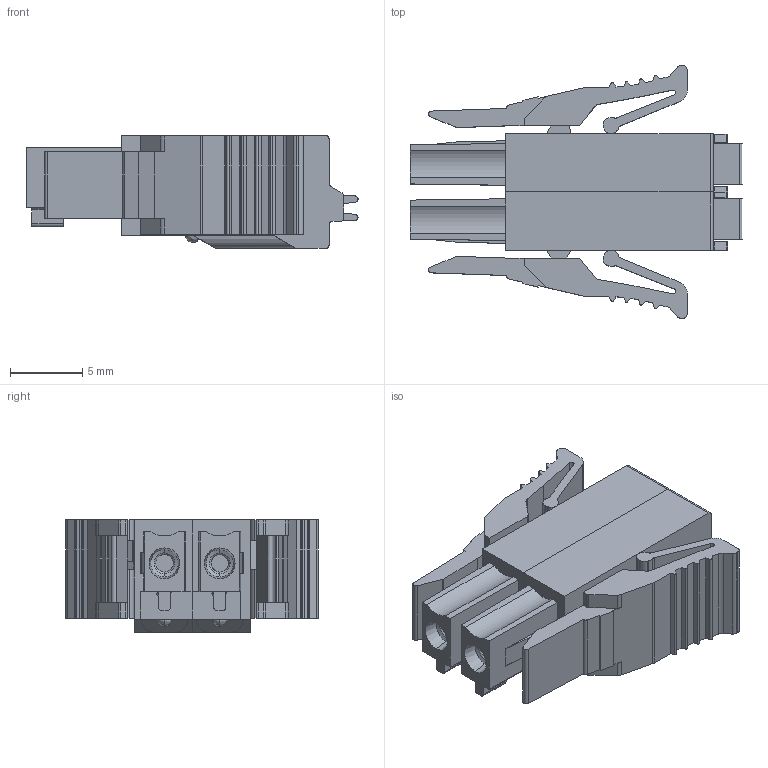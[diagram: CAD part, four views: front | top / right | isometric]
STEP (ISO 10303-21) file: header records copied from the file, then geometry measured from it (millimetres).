
FILE_DESCRIPTION((''),'2;1');
FILE_NAME('TLPSL-107-04P-X','2024-09-24T',('sheji'),(''),'PRO/ENGINEER BY PARAMETRIC TECHNOLOGY CORPORATION, 2015240','PRO/ENGINEER BY PARAMETRIC TECHNOLOGY CORPORATION, 2015240','');
FILE_SCHEMA(('CONFIG_CONTROL_DESIGN'));
Length unit declared in the file: millimetre
Products named in the file (1): TLPSL-107-04P-X
Bounding box: 22.9 x 17.42 x 7.75 mm (x, y, z)
Volume: 1307 mm3; surface area: 1871 mm2
Topology: 2 solids, 2 shells, 335 faces, 975 edges, 656 vertices
Faces by surface type: plane 203, cylinder 110, cone 12, bspline 6, torus 4
Entity records: 11486 total; most frequent: CARTESIAN_POINT 2359, ORIENTED_EDGE 1950, DIRECTION 1889, EDGE_CURVE 975, VECTOR 663, LINE 663, VERTEX_POINT 656, AXIS2_PLACEMENT_3D 613
